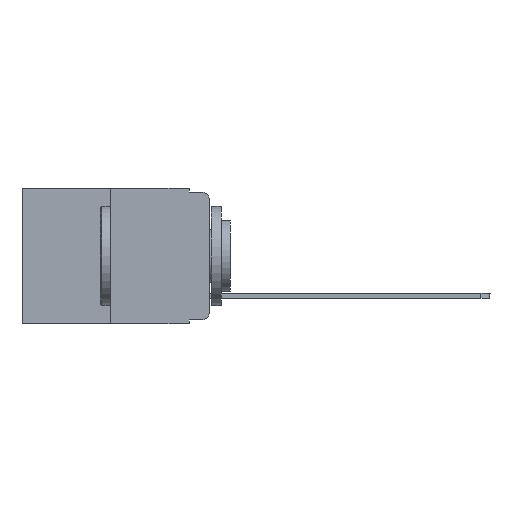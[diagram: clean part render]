
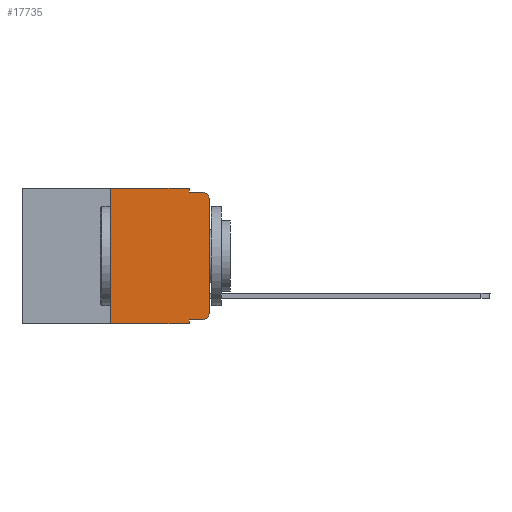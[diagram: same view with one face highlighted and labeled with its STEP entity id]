
A CAD part, left-side view. The second image highlights one B-rep face of the part: STEP entity #17735.
In plain terms, the highlighted planar face has unit normal (-1, 0, 0).
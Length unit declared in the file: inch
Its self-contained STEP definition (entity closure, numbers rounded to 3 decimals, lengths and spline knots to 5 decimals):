
#76 = ORIENTED_EDGE ( 'NONE', *, *, #3209, .T. ) ;
#760 = LINE ( 'NONE', #19835, #21013 ) ;
#1672 = ORIENTED_EDGE ( 'NONE', *, *, #1910, .T. ) ;
#1678 = DIRECTION ( 'NONE',  ( 0., -1., 0. ) ) ;
#1910 = EDGE_CURVE ( 'NONE', #5280, #15839, #21078, .T. ) ;
#2121 = ORIENTED_EDGE ( 'NONE', *, *, #11351, .F. ) ;
#2619 = LINE ( 'NONE', #21442, #11227 ) ;
#3209 = EDGE_CURVE ( 'NONE', #15839, #20129, #4802, .T. ) ;
#3595 = CARTESIAN_POINT ( 'NONE',  ( 0., 0.473, -0.343 ) ) ;
#3952 = CARTESIAN_POINT ( 'NONE',  ( 0., 0.02, -0.313 ) ) ;
#3963 = CARTESIAN_POINT ( 'NONE',  ( 0., 0., 0. ) ) ;
#3989 = CARTESIAN_POINT ( 'NONE',  ( 0., 0.02, -0.333 ) ) ;
#4603 = CARTESIAN_POINT ( 'NONE',  ( 0., 0.051, -0.01 ) ) ;
#4802 = CIRCLE ( 'NONE', #10248, 0.02 ) ;
#4978 = VECTOR ( 'NONE', #14823, 39.37008 ) ;
#5177 = LINE ( 'NONE', #13442, #25285 ) ;
#5280 = VERTEX_POINT ( 'NONE', #7009 ) ;
#5712 = VERTEX_POINT ( 'NONE', #4603 ) ;
#5920 = DIRECTION ( 'NONE',  ( 0., 0., -1. ) ) ;
#6205 = EDGE_LOOP ( 'NONE', ( #1672, #76, #25127, #11011, #10941, #13300, #18366, #2121, #15046, #14049 ) ) ;
#6248 = EDGE_CURVE ( 'NONE', #7614, #19567, #5177, .T. ) ;
#7009 = CARTESIAN_POINT ( 'NONE',  ( 0., 0., -0.313 ) ) ;
#7259 = EDGE_CURVE ( 'NONE', #19567, #5712, #2619, .T. ) ;
#7592 = VERTEX_POINT ( 'NONE', #10980 ) ;
#7614 = VERTEX_POINT ( 'NONE', #20644 ) ;
#7923 = VECTOR ( 'NONE', #14073, 39.37008 ) ;
#8206 = CARTESIAN_POINT ( 'NONE',  ( 0., 0.051, -0.343 ) ) ;
#8463 = DIRECTION ( 'NONE',  ( 0., 0., -1. ) ) ;
#9201 = FACE_OUTER_BOUND ( 'NONE', #6205, .T. ) ;
#9426 = DIRECTION ( 'NONE',  ( 0., -1., 0. ) ) ;
#9435 = LINE ( 'NONE', #16617, #11877 ) ;
#9786 = VECTOR ( 'NONE', #17570, 39.37008 ) ;
#9864 = VECTOR ( 'NONE', #9426, 39.37008 ) ;
#10146 = CARTESIAN_POINT ( 'NONE',  ( 0., 0.051, 0. ) ) ;
#10248 = AXIS2_PLACEMENT_3D ( 'NONE', #25050, #15394, #22967 ) ;
#10266 = VERTEX_POINT ( 'NONE', #3989 ) ;
#10941 = ORIENTED_EDGE ( 'NONE', *, *, #6248, .F. ) ;
#10980 = CARTESIAN_POINT ( 'NONE',  ( 0., 0.051, -0.333 ) ) ;
#11011 = ORIENTED_EDGE ( 'NONE', *, *, #7259, .F. ) ;
#11227 = VECTOR ( 'NONE', #11692, 39.37008 ) ;
#11351 = EDGE_CURVE ( 'NONE', #7592, #21882, #12173, .T. ) ;
#11469 = EDGE_CURVE ( 'NONE', #20503, #7614, #9435, .T. ) ;
#11692 = DIRECTION ( 'NONE',  ( 0., 0., -1. ) ) ;
#11877 = VECTOR ( 'NONE', #24585, 39.37008 ) ;
#12117 = CARTESIAN_POINT ( 'NONE',  ( 0., 0.02, -0.01 ) ) ;
#12173 = LINE ( 'NONE', #10146, #7923 ) ;
#12856 = CARTESIAN_POINT ( 'NONE',  ( 0., 0.051, -0.01 ) ) ;
#13300 = ORIENTED_EDGE ( 'NONE', *, *, #11469, .F. ) ;
#13442 = CARTESIAN_POINT ( 'NONE',  ( 0., 0.473, 0. ) ) ;
#14049 = ORIENTED_EDGE ( 'NONE', *, *, #19456, .T. ) ;
#14073 = DIRECTION ( 'NONE',  ( 0., 0., -1. ) ) ;
#14188 = CARTESIAN_POINT ( 'NONE',  ( 0., 0.473, 0. ) ) ;
#14440 = LINE ( 'NONE', #3595, #9864 ) ;
#14823 = DIRECTION ( 'NONE',  ( 0., -1., 0. ) ) ;
#15046 = ORIENTED_EDGE ( 'NONE', *, *, #19414, .T. ) ;
#15394 = DIRECTION ( 'NONE',  ( -1., 0., 0. ) ) ;
#15821 = DIRECTION ( 'NONE',  ( 0., -1., 0. ) ) ;
#15839 = VERTEX_POINT ( 'NONE', #23688 ) ;
#16119 = AXIS2_PLACEMENT_3D ( 'NONE', #14188, #18306, #8463 ) ;
#16617 = CARTESIAN_POINT ( 'NONE',  ( 0., 0.25, 0. ) ) ;
#16760 = EDGE_CURVE ( 'NONE', #20503, #21882, #14440, .T. ) ;
#16915 = LINE ( 'NONE', #12856, #4978 ) ;
#17321 = CARTESIAN_POINT ( 'NONE',  ( 0., 0.25, -0.343 ) ) ;
#17570 = DIRECTION ( 'NONE',  ( 0., 0., 1. ) ) ;
#17735 = ADVANCED_FACE ( 'NONE', ( #9201 ), #24218, .F. ) ;
#18306 = DIRECTION ( 'NONE',  ( 1., 0., 0. ) ) ;
#18366 = ORIENTED_EDGE ( 'NONE', *, *, #16760, .T. ) ;
#19414 = EDGE_CURVE ( 'NONE', #7592, #10266, #760, .T. ) ;
#19456 = EDGE_CURVE ( 'NONE', #10266, #5280, #22857, .T. ) ;
#19567 = VERTEX_POINT ( 'NONE', #24231 ) ;
#19835 = CARTESIAN_POINT ( 'NONE',  ( 0., 0.051, -0.333 ) ) ;
#20129 = VERTEX_POINT ( 'NONE', #12117 ) ;
#20503 = VERTEX_POINT ( 'NONE', #17321 ) ;
#20644 = CARTESIAN_POINT ( 'NONE',  ( 0., 0.25, 0. ) ) ;
#21013 = VECTOR ( 'NONE', #15821, 39.37008 ) ;
#21078 = LINE ( 'NONE', #3963, #9786 ) ;
#21442 = CARTESIAN_POINT ( 'NONE',  ( 0., 0.051, 0. ) ) ;
#21805 = DIRECTION ( 'NONE',  ( -1., 0., 0. ) ) ;
#21882 = VERTEX_POINT ( 'NONE', #8206 ) ;
#22857 = CIRCLE ( 'NONE', #24470, 0.02 ) ;
#22967 = DIRECTION ( 'NONE',  ( 0., 0., -1. ) ) ;
#23688 = CARTESIAN_POINT ( 'NONE',  ( 0., 0., -0.03 ) ) ;
#24218 = PLANE ( 'NONE',  #16119 ) ;
#24231 = CARTESIAN_POINT ( 'NONE',  ( 0., 0.051, 0. ) ) ;
#24470 = AXIS2_PLACEMENT_3D ( 'NONE', #3952, #21805, #5920 ) ;
#24585 = DIRECTION ( 'NONE',  ( 0., 0., 1. ) ) ;
#25050 = CARTESIAN_POINT ( 'NONE',  ( 0., 0.02, -0.03 ) ) ;
#25127 = ORIENTED_EDGE ( 'NONE', *, *, #25267, .F. ) ;
#25267 = EDGE_CURVE ( 'NONE', #5712, #20129, #16915, .T. ) ;
#25285 = VECTOR ( 'NONE', #1678, 39.37008 ) ;
